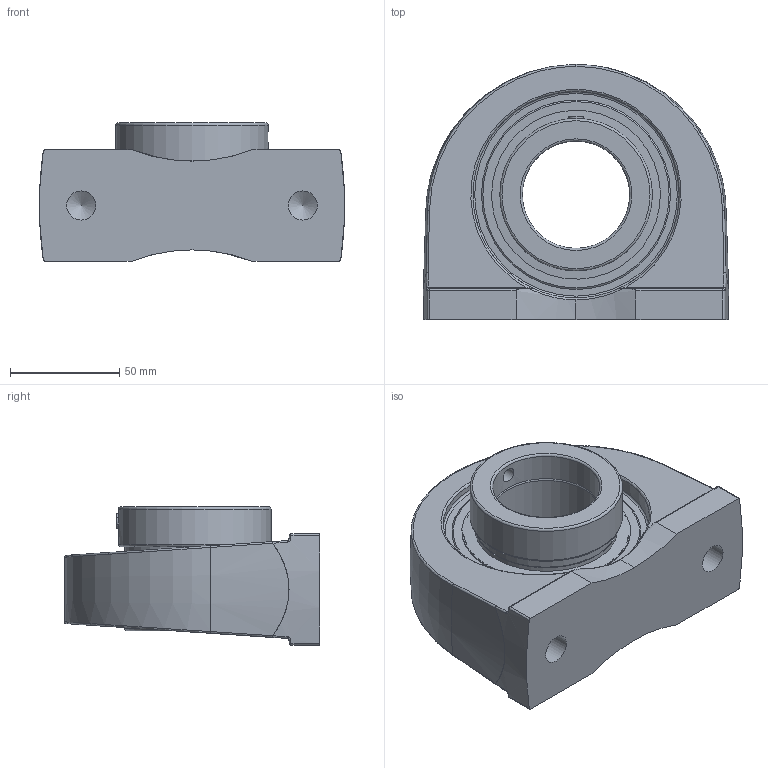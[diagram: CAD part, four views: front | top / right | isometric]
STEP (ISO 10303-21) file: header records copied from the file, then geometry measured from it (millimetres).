
FILE_DESCRIPTION(('HOOPS Exchange Step'),'2;1');
FILE_NAME('export-6A51A9DD-AECA-4905-AB61-02E22CD48F0C.stp','2020-03-06T16:21:16+16:00',('dkerr'),('Alibre'),'HOOPS Exchange 2019.2','Alibre','Unknown authorisation');
FILE_SCHEMA( ('AP242_MANAGED_MODEL_BASED_3D_ENGINEERING_MIM_LF {1 0 10303 442 1 1 4 }') );
Length unit declared in the file: inch
Products named in the file (7): SNC 210-31 COLLAR; SNC 210-31 RACES; SNC 210 SHIELD; SNC 207 SS; MRN SNC 210-31; MRN SPA 210 (NO ZERK HOLE); MRN SNCPA 210-31 L4L
Assembly tree (7 placements, depth 3):
  MRN SNCPA 210-31 L4L
    MRN SNC 210-31
      SNC 210-31 COLLAR
      SNC 210-31 RACES
      SNC 210 SHIELD  x2
      SNC 207 SS
    MRN SPA 210 (NO ZERK HOLE)
Bounding box: 140 x 117 x 63.39 mm (x, y, z)
Volume: 418120.4 mm3; surface area: 101047.9 mm2
Topology: 7 solids, 7 shells, 175 faces, 466 edges, 293 vertices
Faces by surface type: cylinder 53, plane 41, bspline 30, torus 24, sphere 15, cone 12
Full cylindrical faces by diameter (mm): 2.259 x2, 6.782 x3, 13.386 x2, 49.212 x2, 59.385 x2, 64.516 x4, 65.278 x2, 69.901 x1, 76.2 x2, 77.47 x2, 94.741 x2
Entity records: 12281 total; most frequent: CARTESIAN_POINT 8004, DIRECTION 875, ORIENTED_EDGE 864, EDGE_CURVE 432, AXIS2_PLACEMENT_3D 385, VERTEX_POINT 279, CIRCLE 212, EDGE_LOOP 187
